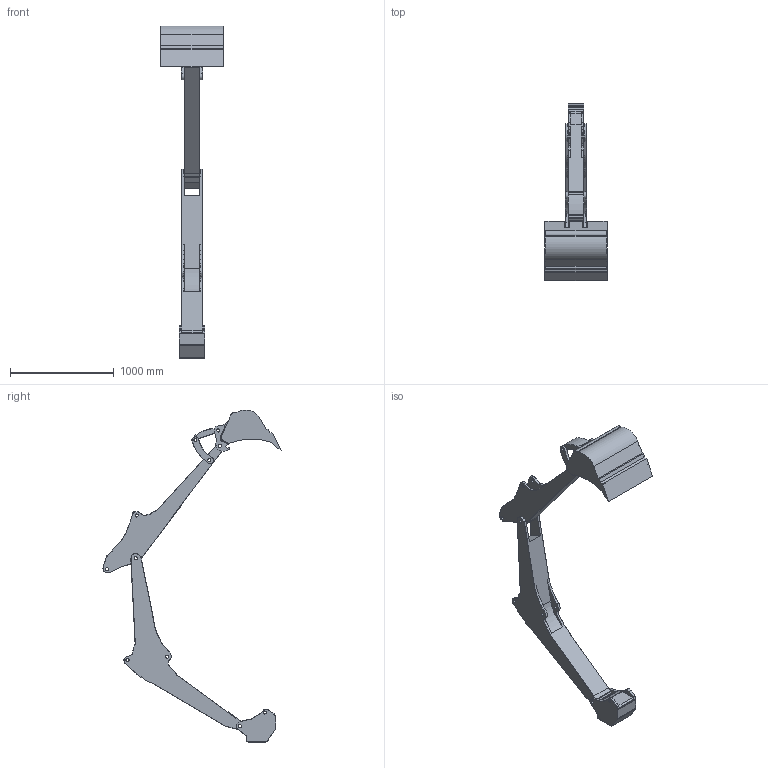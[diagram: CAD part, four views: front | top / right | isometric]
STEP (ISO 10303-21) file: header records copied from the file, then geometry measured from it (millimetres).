
FILE_DESCRIPTION(/* description */ (''),/* implementation_level */ '2;1');
FILE_NAME(/* name */ 'ExcavatorAssembly.step',/* time_stamp */ '2025-04-29T20:07:12+02:00',/* author */ ('elias'),/* organization */ (''),/* preprocessor_version */ 'ST-DEVELOPER v20.1',/* originating_system */ 'Autodesk Inventor 2026',/* authorisation */ '');
FILE_SCHEMA (('AUTOMOTIVE_DESIGN { 1 0 10303 214 3 1 1 }'));
Length unit declared in the file: millimetre
Products named in the file (7): ExcavatorAssembly; bas; bom; Sticka; Lankarm_lång; Lankarm_kort; Skopa
Assembly tree (7 placements, depth 2):
  ExcavatorAssembly
    bas
    bom
    Sticka
    Lankarm_lång
    Lankarm_kort  x2
    Skopa
Bounding box: 600 x 1716.55 x 3199.59 mm (x, y, z)
Volume: 136547110.9 mm3; surface area: 5603476 mm2
Topology: 7 solids, 7 shells, 856 faces, 2112 edges, 1272 vertices
Faces by surface type: cylinder 407, plane 263, torus 182, sphere 4
Full cylindrical faces by diameter (mm): 30 x27
Entity records: 25410 total; most frequent: DIRECTION 4698, CARTESIAN_POINT 4524, ORIENTED_EDGE 4156, EDGE_CURVE 2078, AXIS2_PLACEMENT_3D 1784, VERTEX_POINT 1250, LINE 1130, VECTOR 1130
